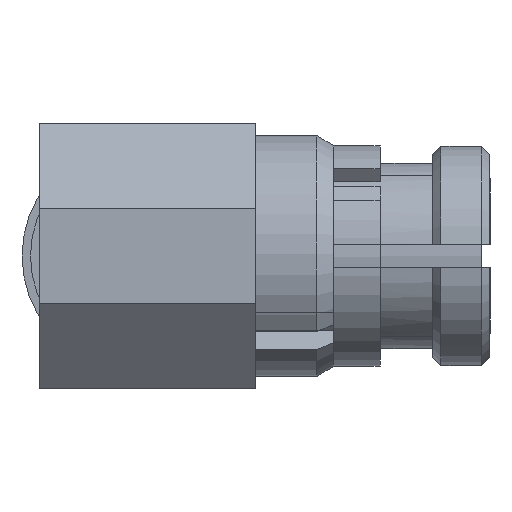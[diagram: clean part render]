
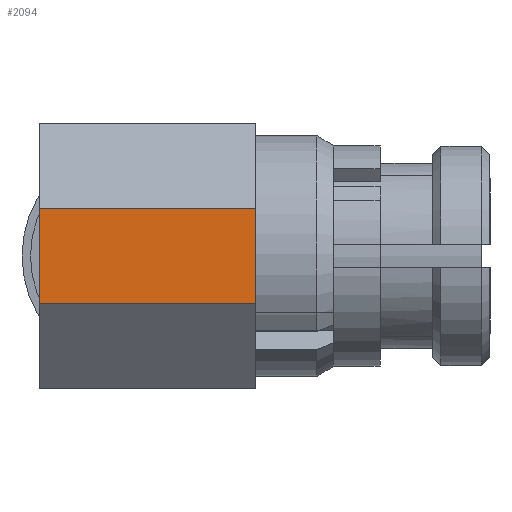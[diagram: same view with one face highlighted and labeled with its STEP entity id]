
A CAD part, left-side view. The second image highlights one B-rep face of the part: STEP entity #2094.
In plain terms, the highlighted face is planar.
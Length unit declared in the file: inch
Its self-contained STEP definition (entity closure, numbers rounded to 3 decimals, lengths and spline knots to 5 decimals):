
#752 = LINE ( 'NONE', #7378, #10102 ) ;
#809 = FACE_OUTER_BOUND ( 'NONE', #4673, .T. ) ;
#915 = ORIENTED_EDGE ( 'NONE', *, *, #10680, .F. ) ;
#1676 = AXIS2_PLACEMENT_3D ( 'NONE', #3536, #5230, #9284 ) ;
#1837 = ORIENTED_EDGE ( 'NONE', *, *, #7675, .F. ) ;
#2094 = ADVANCED_FACE ( 'NONE', ( #809 ), #2368, .F. ) ;
#2246 = CARTESIAN_POINT ( 'NONE',  ( 0.403, 0.078, 0.028 ) ) ;
#2368 = PLANE ( 'NONE',  #1676 ) ;
#2607 = DIRECTION ( 'NONE',  ( 0., 0., -1. ) ) ;
#3536 = CARTESIAN_POINT ( 'NONE',  ( 0.75062, 0.078, 0.078 ) ) ;
#3934 = CARTESIAN_POINT ( 'NONE',  ( 0.403, 0.078, -0.028 ) ) ;
#4596 = ORIENTED_EDGE ( 'NONE', *, *, #5384, .T. ) ;
#4673 = EDGE_LOOP ( 'NONE', ( #915, #4596, #10086, #1837 ) ) ;
#4700 = VERTEX_POINT ( 'NONE', #4766 ) ;
#4721 = LINE ( 'NONE', #11093, #7525 ) ;
#4766 = CARTESIAN_POINT ( 'NONE',  ( 0.138, 0.078, -0.028 ) ) ;
#5033 = LINE ( 'NONE', #2246, #6980 ) ;
#5230 = DIRECTION ( 'NONE',  ( 0., -1., 0. ) ) ;
#5384 = EDGE_CURVE ( 'NONE', #7034, #8990, #5033, .T. ) ;
#5531 = DIRECTION ( 'NONE',  ( 0., 0., 1. ) ) ;
#6694 = EDGE_CURVE ( 'NONE', #10936, #8990, #4721, .T. ) ;
#6980 = VECTOR ( 'NONE', #7129, 39.37008 ) ;
#7029 = DIRECTION ( 'NONE',  ( 1., 0., 0. ) ) ;
#7034 = VERTEX_POINT ( 'NONE', #7739 ) ;
#7129 = DIRECTION ( 'NONE',  ( 1., 0., 0. ) ) ;
#7378 = CARTESIAN_POINT ( 'NONE',  ( 0.138, 0.078, 0.078 ) ) ;
#7525 = VECTOR ( 'NONE', #5531, 39.37008 ) ;
#7675 = EDGE_CURVE ( 'NONE', #4700, #10936, #11539, .T. ) ;
#7739 = CARTESIAN_POINT ( 'NONE',  ( 0.138, 0.078, 0.028 ) ) ;
#8857 = CARTESIAN_POINT ( 'NONE',  ( 0.265, 0.078, -0.028 ) ) ;
#8990 = VERTEX_POINT ( 'NONE', #11213 ) ;
#9284 = DIRECTION ( 'NONE',  ( 0., 0., -1. ) ) ;
#10086 = ORIENTED_EDGE ( 'NONE', *, *, #6694, .F. ) ;
#10102 = VECTOR ( 'NONE', #2607, 39.37008 ) ;
#10322 = VECTOR ( 'NONE', #7029, 39.37008 ) ;
#10680 = EDGE_CURVE ( 'NONE', #7034, #4700, #752, .T. ) ;
#10936 = VERTEX_POINT ( 'NONE', #8857 ) ;
#11093 = CARTESIAN_POINT ( 'NONE',  ( 0.265, 0.078, 0.078 ) ) ;
#11213 = CARTESIAN_POINT ( 'NONE',  ( 0.265, 0.078, 0.028 ) ) ;
#11539 = LINE ( 'NONE', #3934, #10322 ) ;
